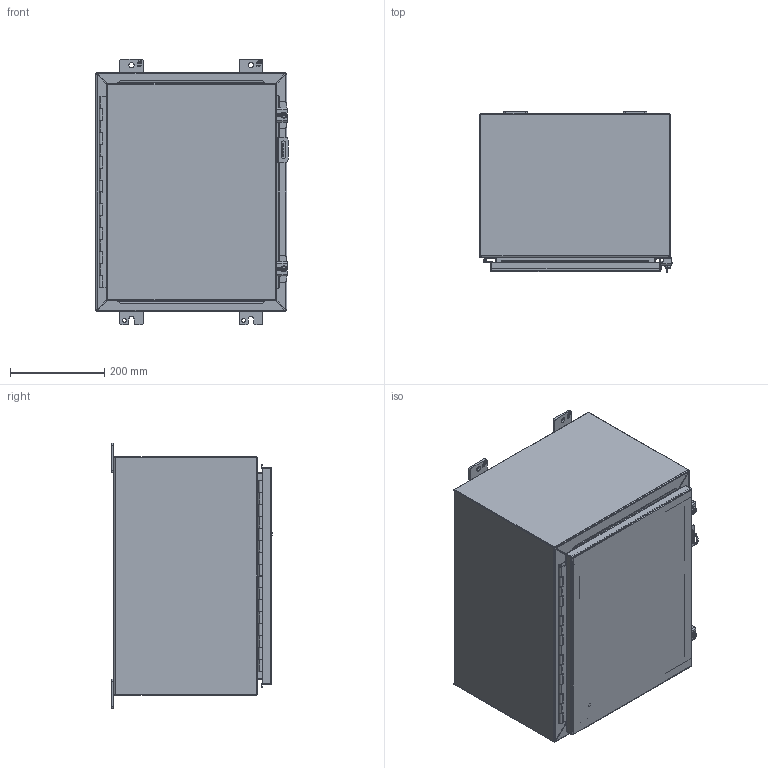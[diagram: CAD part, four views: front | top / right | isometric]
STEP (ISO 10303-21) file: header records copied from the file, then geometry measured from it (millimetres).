
FILE_DESCRIPTION (( 'STEP AP214' ), '1' );
FILE_NAME ('1418C12.STEP', '2019-10-19T16:59:26', ( '' ), ( '' ), 'SwSTEP 2.0', 'SolidWorks 2019', '' );
FILE_SCHEMA (( 'AUTOMOTIVE_DESIGN' ));
Length unit declared in the file: inch
Products named in the file (1): 1418C12
Bounding box: 409.57 x 341.3 x 565.15 mm (x, y, z)
Volume: 2560988.2 mm3; surface area: 2652719.3 mm2
Topology: 40 solids, 40 shells, 966 faces, 2463 edges, 1600 vertices
Faces by surface type: plane 651, cylinder 255, bspline 48, sphere 8, cone 4
Full cylindrical faces by diameter (mm): 3.175 x1, 4.318 x1, 5.41 x2, 6.198 x2, 6.35 x2, 6.731 x2, 7.137 x2, 7.805 x2, 7.937 x2, 7.938 x2, 8.382 x4, 9.525 x4, 9.906 x2, 11.112 x2, 11.113 x2, 11.303 x2, 12.7 x6, 16.51 x4, 25.4 x2
Entity records: 42856 total; most frequent: CARTESIAN_POINT 7392, ORIENTED_EDGE 4786, DIRECTION 4609, EDGE_CURVE 2393, LINE 1783, VECTOR 1783, VERTEX_POINT 1600, AXIS2_PLACEMENT_3D 1413
